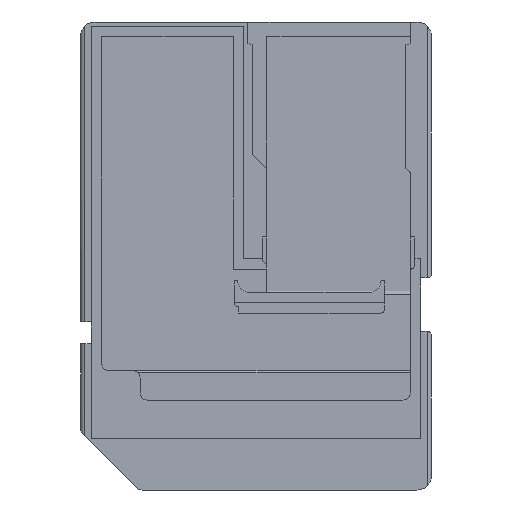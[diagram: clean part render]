
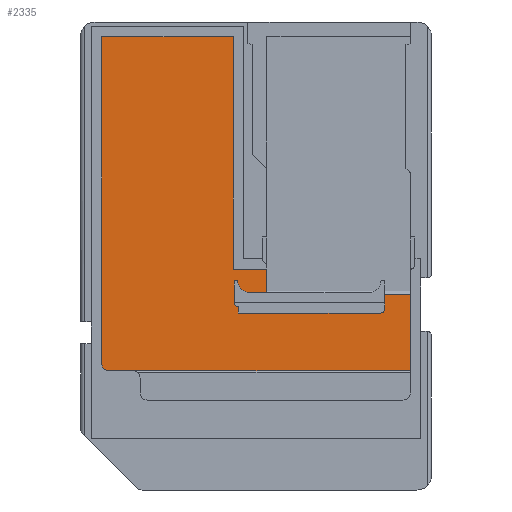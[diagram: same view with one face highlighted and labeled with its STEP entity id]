
A CAD part, front view. The second image highlights one B-rep face of the part: STEP entity #2335.
In plain terms, the highlighted planar face has unit normal (0, -1, 0).
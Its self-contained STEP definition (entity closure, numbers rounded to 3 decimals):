
#84=PLANE('',#2511);
#184=FACE_OUTER_BOUND('',#308,.T.);
#308=EDGE_LOOP('',(#1834,#1835,#1836,#1837,#1838,#1839,#1840,#1841));
#478=LINE('',#3554,#749);
#498=LINE('',#3593,#769);
#520=LINE('',#3651,#791);
#524=LINE('',#3661,#795);
#526=LINE('',#3665,#797);
#527=LINE('',#3667,#798);
#528=LINE('',#3669,#799);
#529=LINE('',#3670,#800);
#749=VECTOR('',#2840,10.);
#769=VECTOR('',#2870,10.);
#791=VECTOR('',#2922,10.);
#795=VECTOR('',#2932,10.);
#797=VECTOR('',#2936,10.);
#798=VECTOR('',#2937,10.);
#799=VECTOR('',#2938,10.);
#800=VECTOR('',#2939,10.);
#1076=VERTEX_POINT('',#3551);
#1077=VERTEX_POINT('',#3553);
#1090=VERTEX_POINT('',#3589);
#1112=VERTEX_POINT('',#3650);
#1115=VERTEX_POINT('',#3659);
#1116=VERTEX_POINT('',#3664);
#1117=VERTEX_POINT('',#3666);
#1118=VERTEX_POINT('',#3668);
#1333=EDGE_CURVE('',#1076,#1077,#478,.T.);
#1353=EDGE_CURVE('',#1077,#1090,#498,.T.);
#1382=EDGE_CURVE('',#1090,#1112,#520,.T.);
#1387=EDGE_CURVE('',#1115,#1076,#524,.T.);
#1389=EDGE_CURVE('',#1115,#1116,#526,.T.);
#1390=EDGE_CURVE('',#1117,#1116,#527,.T.);
#1391=EDGE_CURVE('',#1118,#1117,#528,.T.);
#1392=EDGE_CURVE('',#1112,#1118,#529,.T.);
#1834=ORIENTED_EDGE('',*,*,#1387,.F.);
#1835=ORIENTED_EDGE('',*,*,#1389,.T.);
#1836=ORIENTED_EDGE('',*,*,#1390,.F.);
#1837=ORIENTED_EDGE('',*,*,#1391,.F.);
#1838=ORIENTED_EDGE('',*,*,#1392,.F.);
#1839=ORIENTED_EDGE('',*,*,#1382,.F.);
#1840=ORIENTED_EDGE('',*,*,#1353,.F.);
#1841=ORIENTED_EDGE('',*,*,#1333,.F.);
#2335=ADVANCED_FACE('',(#184),#84,.F.);
#2511=AXIS2_PLACEMENT_3D('',#3663,#2934,#2935);
#2840=DIRECTION('',(0.,0.,-1.));
#2870=DIRECTION('',(-1.,0.,0.));
#2922=DIRECTION('',(0.,0.,1.));
#2932=DIRECTION('',(1.,0.,0.));
#2934=DIRECTION('center_axis',(0.,1.,0.));
#2935=DIRECTION('ref_axis',(0.,0.,1.));
#2936=DIRECTION('',(0.,0.,1.));
#2937=DIRECTION('',(1.,0.,0.));
#2938=DIRECTION('',(0.,0.,-1.));
#2939=DIRECTION('',(1.,0.,0.));
#3551=CARTESIAN_POINT('',(22.55,0.1,-18.6));
#3553=CARTESIAN_POINT('',(22.55,0.1,-23.85));
#3554=CARTESIAN_POINT('',(22.55,0.1,-16.9));
#3589=CARTESIAN_POINT('',(1.45,0.1,-23.85));
#3593=CARTESIAN_POINT('',(10.45,0.1,-23.85));
#3650=CARTESIAN_POINT('',(1.45,0.1,-1.));
#3651=CARTESIAN_POINT('',(1.45,0.1,-23.85));
#3659=CARTESIAN_POINT('',(12.75,0.1,-18.6));
#3661=CARTESIAN_POINT('',(17.275,0.1,-18.6));
#3663=CARTESIAN_POINT('Origin',(12.,0.1,-12.425));
#3664=CARTESIAN_POINT('',(12.75,0.1,-16.9));
#3665=CARTESIAN_POINT('',(12.75,0.1,-13.963));
#3666=CARTESIAN_POINT('',(10.45,0.1,-16.9));
#3667=CARTESIAN_POINT('',(4.075,0.1,-16.9));
#3668=CARTESIAN_POINT('',(10.45,0.1,-1.));
#3669=CARTESIAN_POINT('',(10.45,0.1,-1.));
#3670=CARTESIAN_POINT('',(1.45,0.1,-1.));
